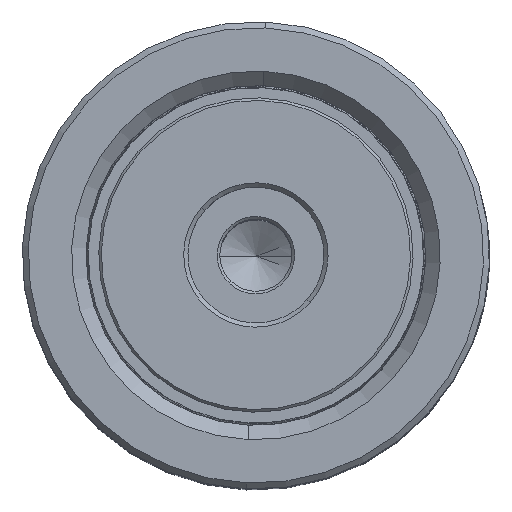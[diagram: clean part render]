
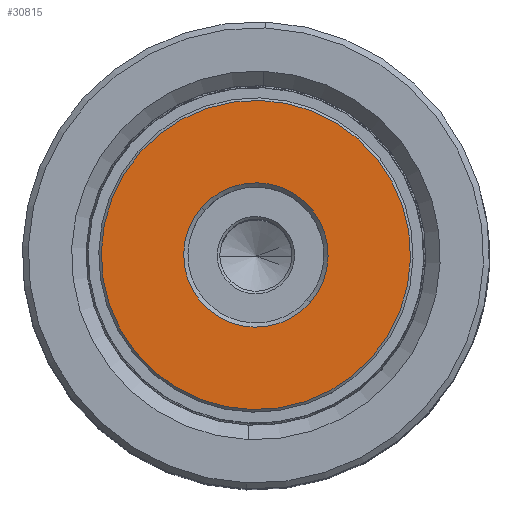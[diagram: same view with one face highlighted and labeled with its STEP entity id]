
A CAD part, top view. The second image highlights one B-rep face of the part: STEP entity #30815.
In plain terms, the highlighted face is planar.
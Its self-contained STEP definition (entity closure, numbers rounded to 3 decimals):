
#2078 = CARTESIAN_POINT ( 'NONE',  ( -18.2, 0., 0. ) ) ;
#2872 = AXIS2_PLACEMENT_3D ( 'NONE', #35710, #30993, #50221 ) ;
#7446 = VERTEX_POINT ( 'NONE', #19330 ) ;
#7894 = DIRECTION ( 'NONE',  ( 1., 0., 0. ) ) ;
#8269 = ORIENTED_EDGE ( 'NONE', *, *, #54042, .T. ) ;
#8893 = FACE_BOUND ( 'NONE', #14166, .T. ) ;
#9071 = DIRECTION ( 'NONE',  ( 1., 0., 0. ) ) ;
#10198 = AXIS2_PLACEMENT_3D ( 'NONE', #13165, #41419, #36291 ) ;
#10271 = CARTESIAN_POINT ( 'NONE',  ( -8.5, 0., 0. ) ) ;
#13165 = CARTESIAN_POINT ( 'NONE',  ( 0., 0., 0. ) ) ;
#13594 = EDGE_CURVE ( 'NONE', #48341, #7446, #54749, .T. ) ;
#14166 = EDGE_LOOP ( 'NONE', ( #43469, #47901 ) ) ;
#15279 = EDGE_CURVE ( 'NONE', #33598, #44909, #57993, .T. ) ;
#15474 = CIRCLE ( 'NONE', #10198, 18.2 ) ;
#16622 = ORIENTED_EDGE ( 'NONE', *, *, #15279, .T. ) ;
#17704 = FACE_OUTER_BOUND ( 'NONE', #22049, .T. ) ;
#18727 = DIRECTION ( 'NONE',  ( 1., 0., 0. ) ) ;
#19077 = CARTESIAN_POINT ( 'NONE',  ( 0., 0., 0. ) ) ;
#19330 = CARTESIAN_POINT ( 'NONE',  ( 8.5, 0., 0. ) ) ;
#19335 = CIRCLE ( 'NONE', #21072, 8.5 ) ;
#21072 = AXIS2_PLACEMENT_3D ( 'NONE', #19077, #37109, #9071 ) ;
#22032 = CARTESIAN_POINT ( 'NONE',  ( 0., 0., 0. ) ) ;
#22049 = EDGE_LOOP ( 'NONE', ( #16622, #8269 ) ) ;
#30815 = ADVANCED_FACE ( 'NONE', ( #17704, #8893 ), #35926, .F. ) ;
#30993 = DIRECTION ( 'NONE',  ( 0., 0., 1. ) ) ;
#33598 = VERTEX_POINT ( 'NONE', #34959 ) ;
#34959 = CARTESIAN_POINT ( 'NONE',  ( 18.2, 0., 0. ) ) ;
#35710 = CARTESIAN_POINT ( 'NONE',  ( 0., 0., 0. ) ) ;
#35926 = PLANE ( 'NONE',  #59172 ) ;
#36291 = DIRECTION ( 'NONE',  ( 1., 0., 0. ) ) ;
#37109 = DIRECTION ( 'NONE',  ( 0., 0., 1. ) ) ;
#41414 = AXIS2_PLACEMENT_3D ( 'NONE', #60221, #46328, #18727 ) ;
#41419 = DIRECTION ( 'NONE',  ( 0., 0., -1. ) ) ;
#43469 = ORIENTED_EDGE ( 'NONE', *, *, #13594, .T. ) ;
#44148 = EDGE_CURVE ( 'NONE', #7446, #48341, #19335, .T. ) ;
#44909 = VERTEX_POINT ( 'NONE', #2078 ) ;
#46328 = DIRECTION ( 'NONE',  ( 0., 0., -1. ) ) ;
#47901 = ORIENTED_EDGE ( 'NONE', *, *, #44148, .T. ) ;
#48341 = VERTEX_POINT ( 'NONE', #10271 ) ;
#50020 = DIRECTION ( 'NONE',  ( 0., 0., 1. ) ) ;
#50221 = DIRECTION ( 'NONE',  ( 1., 0., 0. ) ) ;
#54042 = EDGE_CURVE ( 'NONE', #44909, #33598, #15474, .T. ) ;
#54749 = CIRCLE ( 'NONE', #2872, 8.5 ) ;
#57993 = CIRCLE ( 'NONE', #41414, 18.2 ) ;
#59172 = AXIS2_PLACEMENT_3D ( 'NONE', #22032, #50020, #7894 ) ;
#60221 = CARTESIAN_POINT ( 'NONE',  ( 0., 0., 0. ) ) ;
